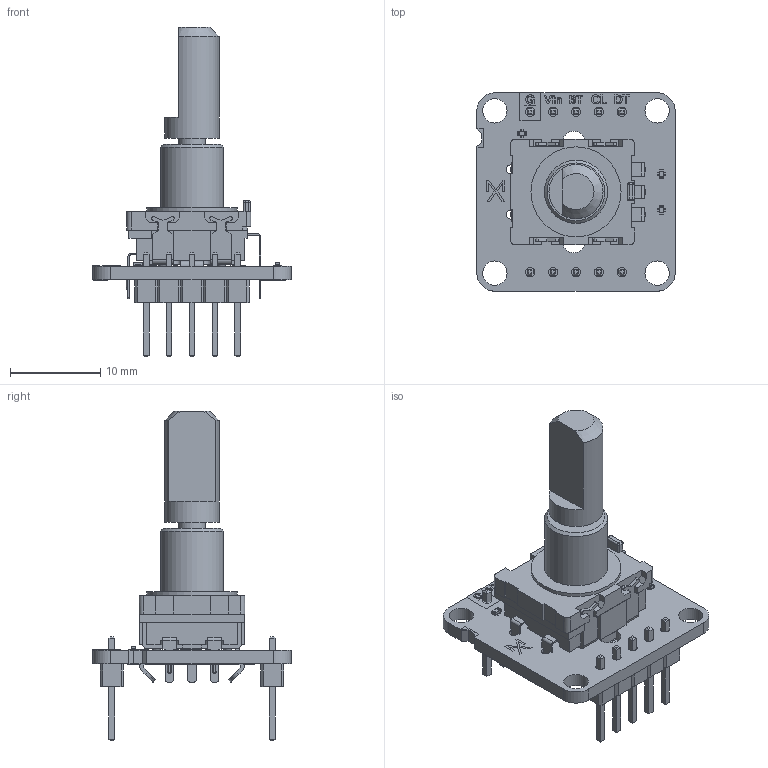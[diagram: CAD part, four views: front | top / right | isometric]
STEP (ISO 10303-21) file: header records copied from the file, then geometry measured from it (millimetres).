
FILE_DESCRIPTION(('KiCad electronic assembly'),'2;1');
FILE_NAME('STP_AX22_0003.step','2025-07-07T18:00:47',('Pcbnew'),('Kicad' ),'Open CASCADE STEP processor 7.8','KiCad to STEP converter', 'Unknown');
FILE_SCHEMA(('AUTOMOTIVE_DESIGN { 1 0 10303 214 1 1 1 1 }'));
Length unit declared in the file: millimetre
Products named in the file (10): STP_AX22_0003 1; Download_STEP_4820xx514001_rev1; 482020714001; pin; pin_short; contact_plate; R_0402_1005Metric; PinHeader_1x05_P2.54mm_Vertical; AX22_Rotary Encoder_silkscreen; AX22_Rotary Encoder_PCB
Assembly tree (15 placements, depth 3):
  STP_AX22_0003 1
    Download_STEP_4820xx514001_rev1
      482020714001
      pin  x3
      pin_short  x2
      contact_plate
    R_0402_1005Metric  x3
    PinHeader_1x05_P2.54mm_Vertical  x2
    AX22_Rotary Encoder_silkscreen
    AX22_Rotary Encoder_PCB
Bounding box: 22 x 22 x 36.54 mm (x, y, z)
Volume: 2270.9 mm3; surface area: 3196.7 mm2
Topology: 13 solids, 59 shells, 833 faces, 3184 edges, 2461 vertices
Faces by surface type: plane 673, cylinder 138, revolution 8, torus 8, sphere 4, cone 2
Full cylindrical faces by diameter (mm): 1 x15, 2.5 x2, 2.7 x4, 3 x1, 6 x1, 7 x1, 10 x1
Entity records: 29709 total; most frequent: CARTESIAN_POINT 5407, DIRECTION 4230, ORIENTED_EDGE 4021, EDGE_CURVE 2600, LINE 2160, VECTOR 2160, VERTEX_POINT 2093, AXIS2_PLACEMENT_3D 1032
